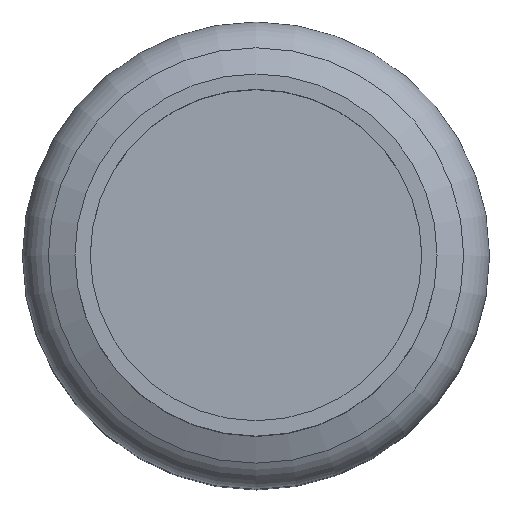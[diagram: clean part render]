
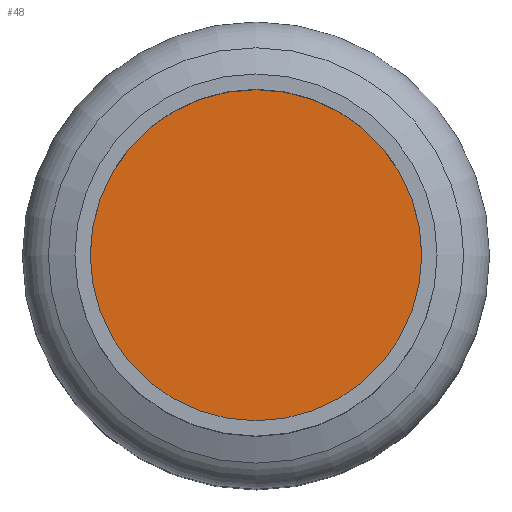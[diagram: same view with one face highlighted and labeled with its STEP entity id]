
A CAD part, top view. The second image highlights one B-rep face of the part: STEP entity #48.
In plain terms, the highlighted planar face has unit normal (0, 0, 1).
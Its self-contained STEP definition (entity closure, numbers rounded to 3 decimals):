
#48 = ADVANCED_FACE( '', ( #102 ), #103, .F. );
#102 = FACE_OUTER_BOUND( '', #163, .T. );
#103 = PLANE( '', #164 );
#163 = EDGE_LOOP( '', ( #228 ) );
#164 = AXIS2_PLACEMENT_3D( '', #229, #230, #231 );
#228 = ORIENTED_EDGE( '', *, *, #294, .F. );
#229 = CARTESIAN_POINT( '', ( 0., 0., 42.078 ) );
#230 = DIRECTION( '', ( 0., 0., -1. ) );
#231 = DIRECTION( '', ( -1., 0., 0. ) );
#294 = EDGE_CURVE( '', #329, #329, #330, .T. );
#329 = VERTEX_POINT( '', #369 );
#330 = CIRCLE( '', #370, 27. );
#369 = CARTESIAN_POINT( '', ( 27., 0., 42.078 ) );
#370 = AXIS2_PLACEMENT_3D( '', #411, #412, #413 );
#411 = CARTESIAN_POINT( '', ( 0., 0., 42.078 ) );
#412 = DIRECTION( '', ( 0., 0., -1. ) );
#413 = DIRECTION( '', ( 1., 0., 0. ) );
